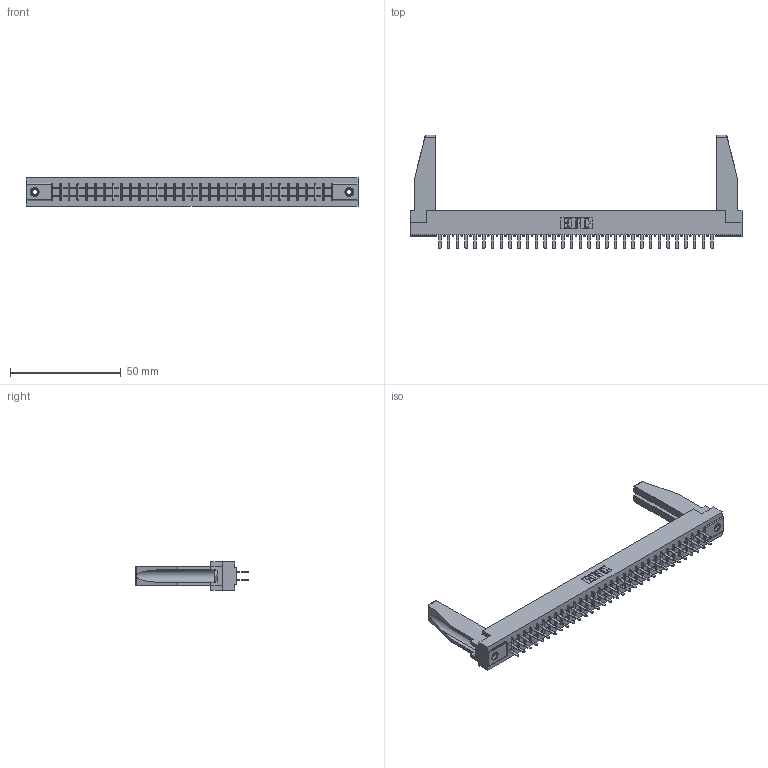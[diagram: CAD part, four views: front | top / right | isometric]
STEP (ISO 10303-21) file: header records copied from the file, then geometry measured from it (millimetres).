
FILE_DESCRIPTION (( 'STEP AP203' ), '1' );
FILE_NAME ('305-064-520-278.STEP', '2019-09-10T02:36:55', ( '' ), ( '' ), 'SwSTEP 2.0', 'SolidWorks 2016', '' );
FILE_SCHEMA (( 'CONFIG_CONTROL_DESIGN' ));
Length unit declared in the file: inch
Products named in the file (5): 345-250-001_345-250-001-102; 305 Part_.156 Dia; 307-220-078; 305-290-001_520; 305-064-520-278
Assembly tree (69 placements, depth 2):
  305-064-520-278
    305 Part_.156 Dia
    305-290-001_520  x64
    345-250-001_345-250-001-102  x2
    307-220-078  x2
Bounding box: 149.81 x 51.13 x 12.7 mm (x, y, z)
Volume: 19552 mm3; surface area: 23449.6 mm2
Topology: 69 solids, 69 shells, 3190 faces, 9062 edges, 5860 vertices
Faces by surface type: plane 1880, cylinder 1166, sphere 128, cone 12, torus 4
Entity records: 38184 total; most frequent: CARTESIAN_POINT 6324, ORIENTED_EDGE 6234, DIRECTION 6083, EDGE_CURVE 3117, VECTOR 2509, LINE 2509, VERTEX_POINT 1986, AXIS2_PLACEMENT_3D 1787
